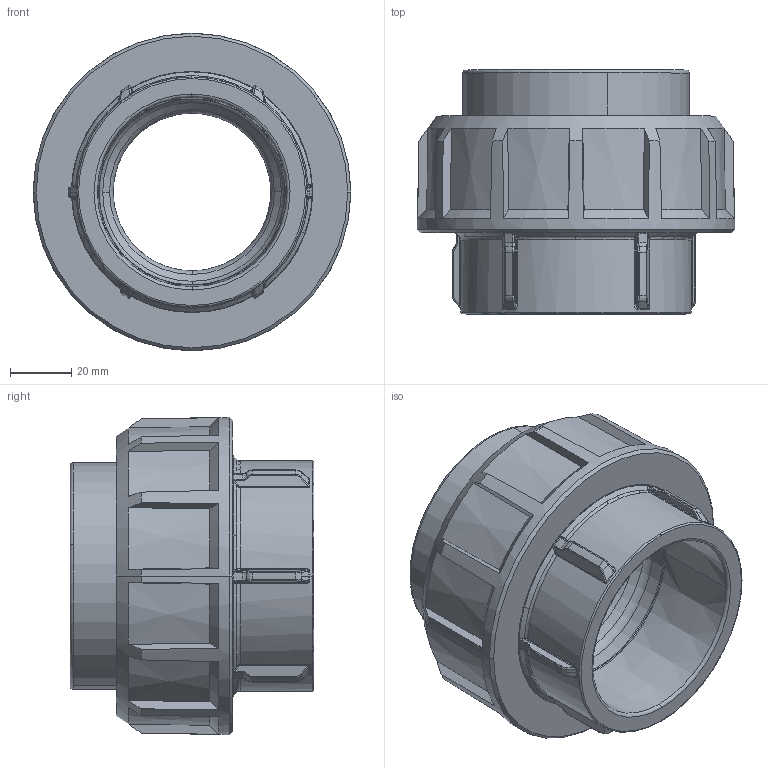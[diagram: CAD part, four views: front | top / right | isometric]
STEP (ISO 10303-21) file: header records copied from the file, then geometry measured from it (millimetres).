
FILE_DESCRIPTION(('STEP AP214'),'1');
FILE_NAME('bigm063f.stp','2018-01-11T10:26:13',('TraceParts'),('TraceParts S.A.'),'Spatial InterOp 3D',' ',' ');
FILE_SCHEMA(('automotive_design'));
Length unit declared in the file: millimetre
Products named in the file (3): bigm063f_1; bigm063f_2; bigm063f_3
Bounding box: 103.47 x 79.5 x 103.47 mm (x, y, z)
Volume: 248255.2 mm3; surface area: 75705.4 mm2
Topology: 3 solids, 3 shells, 404 faces, 1022 edges, 630 vertices
Faces by surface type: bspline 114, cylinder 102, torus 76, cone 63, plane 49
Entity records: 17886 total; most frequent: CARTESIAN_POINT 5495, ORIENTED_EDGE 2044, DIRECTION 1800, EDGE_CURVE 1022, AXIS2_PLACEMENT_3D 825, VERTEX_POINT 630, CIRCLE 532, EDGE_LOOP 416
